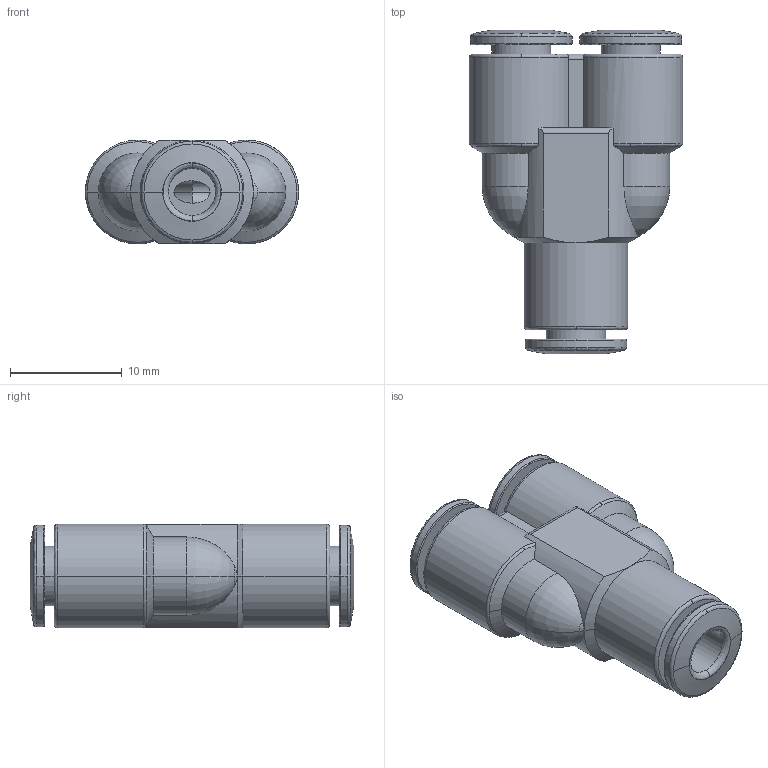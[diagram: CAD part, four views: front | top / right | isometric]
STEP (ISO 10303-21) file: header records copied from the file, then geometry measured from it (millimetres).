
FILE_DESCRIPTION (( 'STEP AP203' ), '1' );
FILE_NAME ('UY532-B.step', '2024-06-20T14:22:41', ( '' ), ( '' ), 'SwSTEP 2.0', 'SolidWorks 2023', '' );
FILE_SCHEMA (( 'CONFIG_CONTROL_DESIGN' ));
Length unit declared in the file: inch
Products named in the file (1): UY532-B
Bounding box: 19.1 x 29 x 9.3 mm (x, y, z)
Volume: 2420.2 mm3; surface area: 2187.9 mm2
Topology: 1 solids, 1 shells, 105 faces, 275 edges, 180 vertices
Faces by surface type: cylinder 39, bspline 30, plane 17, cone 15, torus 4
Entity records: 4445 total; most frequent: CARTESIAN_POINT 1884, ORIENTED_EDGE 550, DIRECTION 512, EDGE_CURVE 275, AXIS2_PLACEMENT_3D 224, VERTEX_POINT 180, CIRCLE 148, EDGE_LOOP 117
